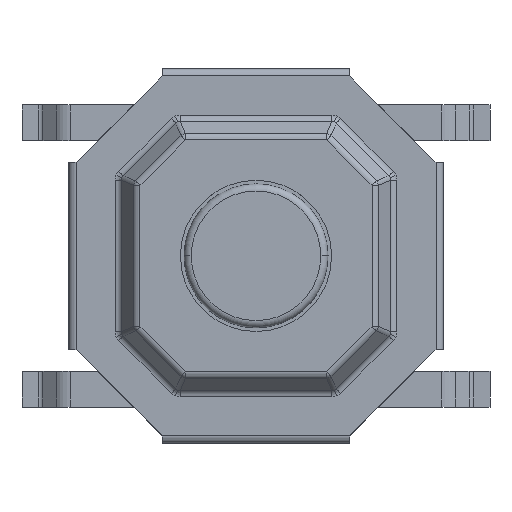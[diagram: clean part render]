
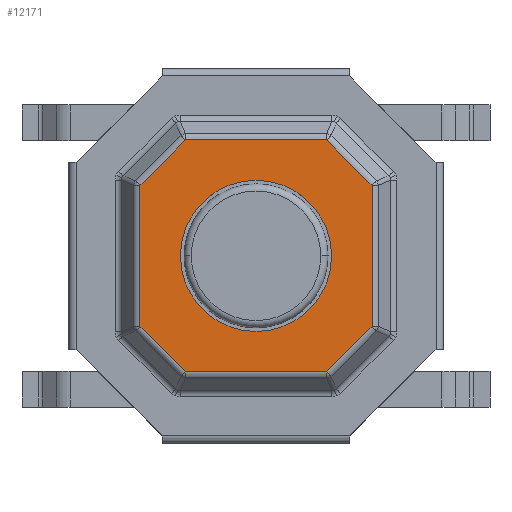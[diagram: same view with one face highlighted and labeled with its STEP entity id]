
A CAD part, top view. The second image highlights one B-rep face of the part: STEP entity #12171.
In plain terms, the highlighted planar face has unit normal (0, 0, 1).
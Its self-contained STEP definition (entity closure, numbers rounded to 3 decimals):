
#322 = LINE ( 'NONE', #15108, #10390 ) ;
#670 = VERTEX_POINT ( 'NONE', #11567 ) ;
#696 = EDGE_CURVE ( 'NONE', #7077, #2842, #3928, .T. ) ;
#823 = ORIENTED_EDGE ( 'NONE', *, *, #7420, .T. ) ;
#1165 = EDGE_CURVE ( 'NONE', #3786, #670, #16285, .T. ) ;
#1421 = LINE ( 'NONE', #7324, #6902 ) ;
#1561 = DIRECTION ( 'NONE',  ( 0., 0., 1. ) ) ;
#1586 = DIRECTION ( 'NONE',  ( 0., -1., 0. ) ) ;
#1705 = DIRECTION ( 'NONE',  ( 0., 1., 0. ) ) ;
#2245 = CIRCLE ( 'NONE', #9947, 1.05 ) ;
#2842 = VERTEX_POINT ( 'NONE', #4111 ) ;
#2887 = CARTESIAN_POINT ( 'NONE',  ( -1.296, 1.296, 1.2 ) ) ;
#2934 = CARTESIAN_POINT ( 'NONE',  ( -1.611, 0., 1.2 ) ) ;
#3037 = AXIS2_PLACEMENT_3D ( 'NONE', #7124, #18405, #3931 ) ;
#3133 = LINE ( 'NONE', #2934, #13588 ) ;
#3291 = DIRECTION ( 'NONE',  ( 0., 0., 1. ) ) ;
#3461 = LINE ( 'NONE', #5116, #14078 ) ;
#3786 = VERTEX_POINT ( 'NONE', #15677 ) ;
#3928 = CIRCLE ( 'NONE', #15901, 1.05 ) ;
#3931 = DIRECTION ( 'NONE',  ( -1., 0., 0. ) ) ;
#4002 = VERTEX_POINT ( 'NONE', #15918 ) ;
#4015 = VECTOR ( 'NONE', #14679, 1000. ) ;
#4111 = CARTESIAN_POINT ( 'NONE',  ( -1.05, 0., 1.2 ) ) ;
#4162 = LINE ( 'NONE', #2887, #18113 ) ;
#4165 = VERTEX_POINT ( 'NONE', #12105 ) ;
#4276 = ORIENTED_EDGE ( 'NONE', *, *, #10103, .T. ) ;
#4983 = ORIENTED_EDGE ( 'NONE', *, *, #9508, .F. ) ;
#5116 = CARTESIAN_POINT ( 'NONE',  ( 0., -1.611, 1.2 ) ) ;
#5276 = CARTESIAN_POINT ( 'NONE',  ( -1.611, 0.98, 1.2 ) ) ;
#6234 = CARTESIAN_POINT ( 'NONE',  ( -1.296, -1.296, 1.2 ) ) ;
#6886 = VERTEX_POINT ( 'NONE', #10486 ) ;
#6902 = VECTOR ( 'NONE', #1705, 1000. ) ;
#7077 = VERTEX_POINT ( 'NONE', #12857 ) ;
#7124 = CARTESIAN_POINT ( 'NONE',  ( 0., 0., 1.2 ) ) ;
#7197 = EDGE_CURVE ( 'NONE', #16432, #6886, #17626, .T. ) ;
#7242 = CARTESIAN_POINT ( 'NONE',  ( -1.611, -0.98, 1.2 ) ) ;
#7324 = CARTESIAN_POINT ( 'NONE',  ( 1.611, 0., 1.2 ) ) ;
#7336 = EDGE_CURVE ( 'NONE', #4002, #4165, #15501, .T. ) ;
#7420 = EDGE_CURVE ( 'NONE', #670, #12409, #4162, .T. ) ;
#7451 = DIRECTION ( 'NONE',  ( -0.707, -0.707, 0. ) ) ;
#8096 = DIRECTION ( 'NONE',  ( 1., 0., 0. ) ) ;
#8687 = VECTOR ( 'NONE', #12050, 1000. ) ;
#9022 = CARTESIAN_POINT ( 'NONE',  ( 0., 1.611, 1.2 ) ) ;
#9500 = ORIENTED_EDGE ( 'NONE', *, *, #696, .F. ) ;
#9508 = EDGE_CURVE ( 'NONE', #2842, #7077, #2245, .T. ) ;
#9718 = FACE_OUTER_BOUND ( 'NONE', #10792, .T. ) ;
#9786 = EDGE_CURVE ( 'NONE', #4165, #11054, #1421, .T. ) ;
#9947 = AXIS2_PLACEMENT_3D ( 'NONE', #14738, #1561, #11573 ) ;
#10002 = ORIENTED_EDGE ( 'NONE', *, *, #7197, .T. ) ;
#10012 = PLANE ( 'NONE',  #3037 ) ;
#10103 = EDGE_CURVE ( 'NONE', #12409, #16432, #3133, .T. ) ;
#10390 = VECTOR ( 'NONE', #10802, 1000. ) ;
#10486 = CARTESIAN_POINT ( 'NONE',  ( -0.98, -1.611, 1.2 ) ) ;
#10565 = EDGE_CURVE ( 'NONE', #11054, #3786, #322, .T. ) ;
#10792 = EDGE_LOOP ( 'NONE', ( #14869, #823, #4276, #10002, #17380, #17687, #16586, #18919 ) ) ;
#10802 = DIRECTION ( 'NONE',  ( -0.707, 0.707, 0. ) ) ;
#11054 = VERTEX_POINT ( 'NONE', #18287 ) ;
#11182 = CARTESIAN_POINT ( 'NONE',  ( 1.296, -1.296, 1.2 ) ) ;
#11567 = CARTESIAN_POINT ( 'NONE',  ( -0.98, 1.611, 1.2 ) ) ;
#11573 = DIRECTION ( 'NONE',  ( 1., 0., 0. ) ) ;
#12050 = DIRECTION ( 'NONE',  ( -1., 0., 0. ) ) ;
#12105 = CARTESIAN_POINT ( 'NONE',  ( 1.611, -0.98, 1.2 ) ) ;
#12116 = EDGE_CURVE ( 'NONE', #6886, #4002, #3461, .T. ) ;
#12171 = ADVANCED_FACE ( 'NONE', ( #9718, #15558 ), #10012, .F. ) ;
#12409 = VERTEX_POINT ( 'NONE', #5276 ) ;
#12857 = CARTESIAN_POINT ( 'NONE',  ( 1.05, 0., 1.2 ) ) ;
#13588 = VECTOR ( 'NONE', #1586, 1000. ) ;
#13598 = DIRECTION ( 'NONE',  ( 0.707, 0.707, 0. ) ) ;
#14078 = VECTOR ( 'NONE', #8096, 1000. ) ;
#14679 = DIRECTION ( 'NONE',  ( 0.707, -0.707, 0. ) ) ;
#14738 = CARTESIAN_POINT ( 'NONE',  ( 0., 0., 1.2 ) ) ;
#14761 = VECTOR ( 'NONE', #13598, 1000. ) ;
#14869 = ORIENTED_EDGE ( 'NONE', *, *, #1165, .T. ) ;
#15108 = CARTESIAN_POINT ( 'NONE',  ( 1.296, 1.296, 1.2 ) ) ;
#15188 = DIRECTION ( 'NONE',  ( 1., 0., 0. ) ) ;
#15294 = CARTESIAN_POINT ( 'NONE',  ( 0., 0., 1.2 ) ) ;
#15501 = LINE ( 'NONE', #11182, #14761 ) ;
#15558 = FACE_BOUND ( 'NONE', #17105, .T. ) ;
#15677 = CARTESIAN_POINT ( 'NONE',  ( 0.98, 1.611, 1.2 ) ) ;
#15901 = AXIS2_PLACEMENT_3D ( 'NONE', #15294, #3291, #15188 ) ;
#15918 = CARTESIAN_POINT ( 'NONE',  ( 0.98, -1.611, 1.2 ) ) ;
#16285 = LINE ( 'NONE', #9022, #8687 ) ;
#16432 = VERTEX_POINT ( 'NONE', #7242 ) ;
#16586 = ORIENTED_EDGE ( 'NONE', *, *, #9786, .T. ) ;
#17105 = EDGE_LOOP ( 'NONE', ( #9500, #4983 ) ) ;
#17380 = ORIENTED_EDGE ( 'NONE', *, *, #12116, .T. ) ;
#17626 = LINE ( 'NONE', #6234, #4015 ) ;
#17687 = ORIENTED_EDGE ( 'NONE', *, *, #7336, .T. ) ;
#18113 = VECTOR ( 'NONE', #7451, 1000. ) ;
#18287 = CARTESIAN_POINT ( 'NONE',  ( 1.611, 0.98, 1.2 ) ) ;
#18405 = DIRECTION ( 'NONE',  ( 0., 0., -1. ) ) ;
#18919 = ORIENTED_EDGE ( 'NONE', *, *, #10565, .T. ) ;
